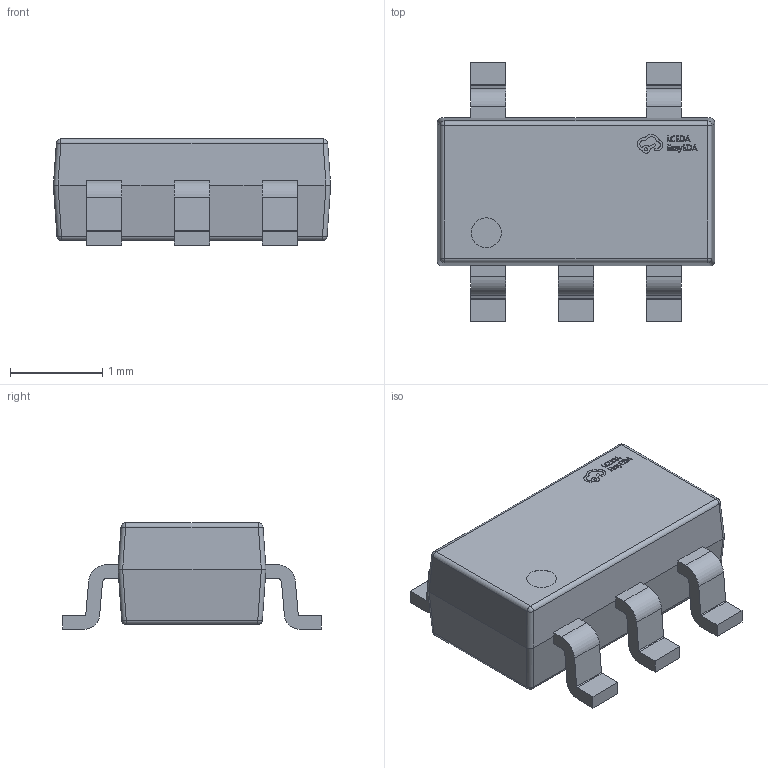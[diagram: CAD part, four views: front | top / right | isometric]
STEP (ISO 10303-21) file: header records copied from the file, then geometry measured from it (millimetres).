
FILE_DESCRIPTION (( 'STEP AP214' ), '1' );
FILE_NAME ('SOT-25-5_L3.0-W1.6-P0.95-LS2.8-BL.step', '2022-07-26T11:08:53', ( '' ), ( '' ), 'SwSTEP 2.0', 'SolidWorks 2020', '' );
FILE_SCHEMA (( 'AUTOMOTIVE_DESIGN' ));
Length unit declared in the file: millimetre
Products named in the file (1): SOT-25-5_L3.0-W1.6-P0.95-LS2.8-BL
Bounding box: 3 x 2.8 x 1.15 mm (x, y, z)
Volume: 5.4 mm3; surface area: 24 mm2
Topology: 14 solids, 14 shells, 392 faces, 1036 edges, 680 vertices
Faces by surface type: plane 234, bspline 112, cylinder 38, sphere 8
Entity records: 17691 total; most frequent: CARTESIAN_POINT 4225, ORIENTED_EDGE 2072, DIRECTION 1434, EDGE_CURVE 1036, LINE 736, VECTOR 736, VERTEX_POINT 680, EDGE_LOOP 412
